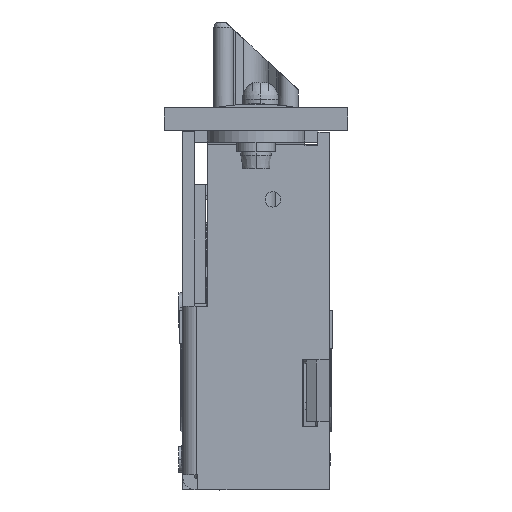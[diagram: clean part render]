
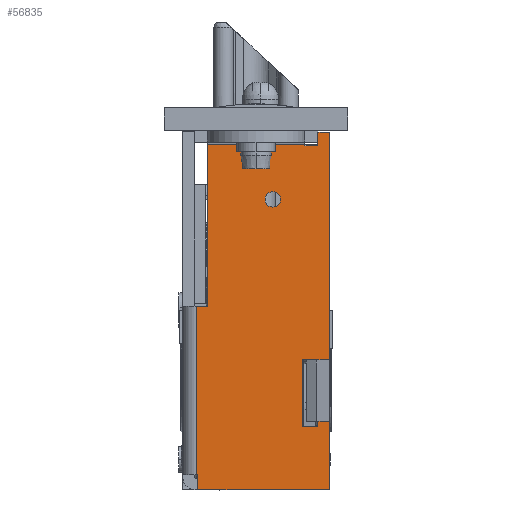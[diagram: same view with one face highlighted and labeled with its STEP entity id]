
A CAD part, front view. The second image highlights one B-rep face of the part: STEP entity #56835.
In plain terms, the highlighted planar face has unit normal (0, -1, 0).
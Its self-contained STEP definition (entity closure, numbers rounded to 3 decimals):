
#3026=DIRECTION('',(0.,0.,-1.));
#3027=VECTOR('',#3026,1.8);
#3028=CARTESIAN_POINT('',(17.7,-32.5,31.8));
#3029=LINE('',#3028,#3027);
#3030=DIRECTION('',(0.,0.,-1.));
#3031=VECTOR('',#3030,0.1);
#3032=CARTESIAN_POINT('',(17.7,-32.5,2.1));
#3033=LINE('',#3032,#3031);
#3054=DIRECTION('',(0.,0.,-1.));
#3055=VECTOR('',#3054,0.7);
#3056=CARTESIAN_POINT('',(17.7,-32.5,-6.));
#3057=LINE('',#3056,#3055);
#11184=DIRECTION('',(1.,0.,0.));
#11185=VECTOR('',#11184,17.2);
#11186=CARTESIAN_POINT('',(2.,-32.5,-15.));
#11187=LINE('',#11186,#11185);
#11213=DIRECTION('',(-1.,0.,0.));
#11214=VECTOR('',#11213,2.);
#11215=CARTESIAN_POINT('',(17.7,-32.5,-6.7));
#11216=LINE('',#11215,#11214);
#11217=DIRECTION('',(1.,0.,0.));
#11218=VECTOR('',#11217,1.5);
#11219=CARTESIAN_POINT('',(17.7,-32.5,-6.));
#11220=LINE('',#11219,#11218);
#11221=DIRECTION('',(0.,0.,1.));
#11222=VECTOR('',#11221,2.);
#11223=CARTESIAN_POINT('',(2.,-32.5,-15.));
#11224=LINE('',#11223,#11222);
#11225=DIRECTION('',(1.,0.,0.));
#11226=VECTOR('',#11225,0.2);
#11227=CARTESIAN_POINT('',(1.8,-32.5,-13.));
#11228=LINE('',#11227,#11226);
#11229=DIRECTION('',(0.,0.,1.));
#11230=VECTOR('',#11229,22.);
#11231=CARTESIAN_POINT('',(1.8,-32.5,-13.));
#11232=LINE('',#11231,#11230);
#11233=DIRECTION('',(1.,0.,0.));
#11234=VECTOR('',#11233,1.5);
#11235=CARTESIAN_POINT('',(1.8,-32.5,9.));
#11236=LINE('',#11235,#11234);
#11237=DIRECTION('',(1.,0.,0.));
#11238=VECTOR('',#11237,12.7);
#11239=CARTESIAN_POINT('',(3.3,-32.5,30.2));
#11240=LINE('',#11239,#11238);
#11241=DIRECTION('',(0.,0.,-1.));
#11242=VECTOR('',#11241,0.2);
#11243=CARTESIAN_POINT('',(16.,-32.5,30.2));
#11244=LINE('',#11243,#11242);
#11245=DIRECTION('',(-1.,0.,0.));
#11246=VECTOR('',#11245,1.7);
#11247=CARTESIAN_POINT('',(17.7,-32.5,30.));
#11248=LINE('',#11247,#11246);
#11249=DIRECTION('',(1.,0.,0.));
#11250=VECTOR('',#11249,1.5);
#11251=CARTESIAN_POINT('',(17.7,-32.5,31.8));
#11252=LINE('',#11251,#11250);
#11253=DIRECTION('',(1.,0.,0.));
#11254=VECTOR('',#11253,1.5);
#11255=CARTESIAN_POINT('',(17.7,-32.5,2.));
#11256=LINE('',#11255,#11254);
#11257=DIRECTION('',(-1.,0.,0.));
#11258=VECTOR('',#11257,2.);
#11259=CARTESIAN_POINT('',(17.7,-32.5,2.1));
#11260=LINE('',#11259,#11258);
#11261=DIRECTION('',(0.,0.,-1.));
#11262=VECTOR('',#11261,8.8);
#11263=CARTESIAN_POINT('',(15.7,-32.5,2.1));
#11264=LINE('',#11263,#11262);
#11265=CARTESIAN_POINT('',(11.8,-32.5,23.));
#11266=DIRECTION('',(0.,-1.,0.));
#11267=DIRECTION('',(0.,0.,-1.));
#11268=AXIS2_PLACEMENT_3D('',#11265,#11266,#11267);
#11270=CARTESIAN_POINT('',(11.8,-32.5,23.));
#11271=DIRECTION('',(0.,-1.,0.));
#11272=DIRECTION('',(0.,0.,1.));
#11273=AXIS2_PLACEMENT_3D('',#11270,#11271,#11272);
#11466=DIRECTION('',(0.,0.,-1.));
#11467=VECTOR('',#11466,21.2);
#11468=CARTESIAN_POINT('',(3.3,-32.5,30.2));
#11469=LINE('',#11468,#11467);
#13766=DIRECTION('',(0.,0.,-1.));
#13767=VECTOR('',#13766,29.8);
#13768=CARTESIAN_POINT('',(19.2,-32.5,31.8));
#13769=LINE('',#13768,#13767);
#13799=DIRECTION('',(0.,0.,-1.));
#13800=VECTOR('',#13799,9.);
#13801=CARTESIAN_POINT('',(19.2,-32.5,-6.));
#13802=LINE('',#13801,#13800);
#37061=CARTESIAN_POINT('',(2.,-32.5,-15.));
#37062=CARTESIAN_POINT('',(2.,-32.5,-13.));
#37063=VERTEX_POINT('',#37061);
#37064=VERTEX_POINT('',#37062);
#37128=CARTESIAN_POINT('',(16.,-32.5,30.));
#37130=VERTEX_POINT('',#37128);
#37285=CARTESIAN_POINT('',(3.3,-32.5,30.2));
#37287=VERTEX_POINT('',#37285);
#37290=CARTESIAN_POINT('',(16.,-32.5,30.2));
#37292=VERTEX_POINT('',#37290);
#37333=CARTESIAN_POINT('',(1.8,-32.5,-13.));
#37334=CARTESIAN_POINT('',(1.8,-32.5,9.));
#37335=VERTEX_POINT('',#37333);
#37336=VERTEX_POINT('',#37334);
#37578=CARTESIAN_POINT('',(3.3,-32.5,9.));
#37580=VERTEX_POINT('',#37578);
#37706=CARTESIAN_POINT('',(15.7,-32.5,2.1));
#37708=VERTEX_POINT('',#37706);
#37710=CARTESIAN_POINT('',(15.7,-32.5,-6.7));
#37712=VERTEX_POINT('',#37710);
#37718=CARTESIAN_POINT('',(11.8,-32.5,22.));
#37719=CARTESIAN_POINT('',(11.8,-32.5,24.));
#37720=VERTEX_POINT('',#37718);
#37721=VERTEX_POINT('',#37719);
#38201=CARTESIAN_POINT('',(19.2,-32.5,31.8));
#38203=VERTEX_POINT('',#38201);
#38208=CARTESIAN_POINT('',(17.7,-32.5,31.8));
#38209=VERTEX_POINT('',#38208);
#38322=CARTESIAN_POINT('',(19.2,-32.5,-15.));
#38324=VERTEX_POINT('',#38322);
#38824=CARTESIAN_POINT('',(17.7,-32.5,-6.));
#38825=CARTESIAN_POINT('',(19.2,-32.5,-6.));
#38826=VERTEX_POINT('',#38824);
#38827=VERTEX_POINT('',#38825);
#38828=CARTESIAN_POINT('',(17.7,-32.5,2.));
#38829=CARTESIAN_POINT('',(19.2,-32.5,2.));
#38830=VERTEX_POINT('',#38828);
#38831=VERTEX_POINT('',#38829);
#38994=CARTESIAN_POINT('',(17.7,-32.5,30.));
#38995=VERTEX_POINT('',#38994);
#39012=CARTESIAN_POINT('',(17.7,-32.5,2.1));
#39013=VERTEX_POINT('',#39012);
#39014=CARTESIAN_POINT('',(17.7,-32.5,-6.7));
#39015=VERTEX_POINT('',#39014);
#56786=CARTESIAN_POINT('',(0.,-32.5,32.));
#56787=DIRECTION('',(0.,-1.,0.));
#56788=DIRECTION('',(0.,0.,-1.));
#56789=AXIS2_PLACEMENT_3D('',#56786,#56787,#56788);
#56790=PLANE('',#56789);
#56792=ORIENTED_EDGE('',*,*,#56791,.F.);
#56793=ORIENTED_EDGE('',*,*,#46854,.F.);
#56795=ORIENTED_EDGE('',*,*,#56794,.T.);
#56797=ORIENTED_EDGE('',*,*,#56796,.T.);
#56798=ORIENTED_EDGE('',*,*,#56760,.F.);
#56800=ORIENTED_EDGE('',*,*,#56799,.T.);
#56802=ORIENTED_EDGE('',*,*,#56801,.F.);
#56804=ORIENTED_EDGE('',*,*,#56803,.T.);
#56806=ORIENTED_EDGE('',*,*,#56805,.T.);
#56808=ORIENTED_EDGE('',*,*,#56807,.F.);
#56810=ORIENTED_EDGE('',*,*,#56809,.T.);
#56812=ORIENTED_EDGE('',*,*,#56811,.T.);
#56814=ORIENTED_EDGE('',*,*,#56813,.F.);
#56815=ORIENTED_EDGE('',*,*,#46834,.F.);
#56817=ORIENTED_EDGE('',*,*,#56816,.T.);
#56819=ORIENTED_EDGE('',*,*,#56818,.T.);
#56821=ORIENTED_EDGE('',*,*,#56820,.F.);
#56822=ORIENTED_EDGE('',*,*,#46842,.F.);
#56824=ORIENTED_EDGE('',*,*,#56823,.T.);
#56826=ORIENTED_EDGE('',*,*,#56825,.T.);
#56827=EDGE_LOOP('',(#56792,#56793,#56795,#56797,#56798,#56800,#56802,#56804,
#56806,#56808,#56810,#56812,#56814,#56815,#56817,#56819,#56821,#56822,#56824,
#56826));
#56828=FACE_OUTER_BOUND('',#56827,.F.);
#56830=ORIENTED_EDGE('',*,*,#56829,.T.);
#56832=ORIENTED_EDGE('',*,*,#56831,.T.);
#56833=EDGE_LOOP('',(#56830,#56832));
#56834=FACE_BOUND('',#56833,.F.);
#11269=CIRCLE('',#11268,1.);
#11274=CIRCLE('',#11273,1.);
#46834=EDGE_CURVE('',#38209,#38995,#3029,.T.);
#46842=EDGE_CURVE('',#39013,#38830,#3033,.T.);
#46854=EDGE_CURVE('',#38826,#39015,#3057,.T.);
#56760=EDGE_CURVE('',#37063,#38324,#11187,.T.);
#56791=EDGE_CURVE('',#39015,#37712,#11216,.T.);
#56794=EDGE_CURVE('',#38826,#38827,#11220,.T.);
#56796=EDGE_CURVE('',#38827,#38324,#13802,.T.);
#56799=EDGE_CURVE('',#37063,#37064,#11224,.T.);
#56801=EDGE_CURVE('',#37335,#37064,#11228,.T.);
#56803=EDGE_CURVE('',#37335,#37336,#11232,.T.);
#56805=EDGE_CURVE('',#37336,#37580,#11236,.T.);
#56807=EDGE_CURVE('',#37287,#37580,#11469,.T.);
#56809=EDGE_CURVE('',#37287,#37292,#11240,.T.);
#56811=EDGE_CURVE('',#37292,#37130,#11244,.T.);
#56813=EDGE_CURVE('',#38995,#37130,#11248,.T.);
#56816=EDGE_CURVE('',#38209,#38203,#11252,.T.);
#56818=EDGE_CURVE('',#38203,#38831,#13769,.T.);
#56820=EDGE_CURVE('',#38830,#38831,#11256,.T.);
#56823=EDGE_CURVE('',#39013,#37708,#11260,.T.);
#56825=EDGE_CURVE('',#37708,#37712,#11264,.T.);
#56829=EDGE_CURVE('',#37720,#37721,#11269,.T.);
#56831=EDGE_CURVE('',#37721,#37720,#11274,.T.);
#56835=ADVANCED_FACE('',(#56828,#56834),#56790,.T.);
